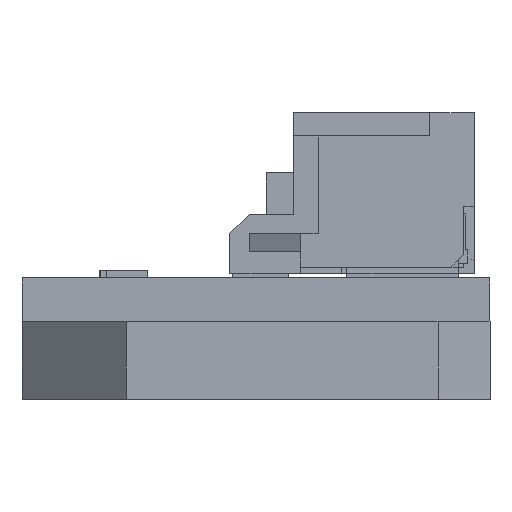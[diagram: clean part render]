
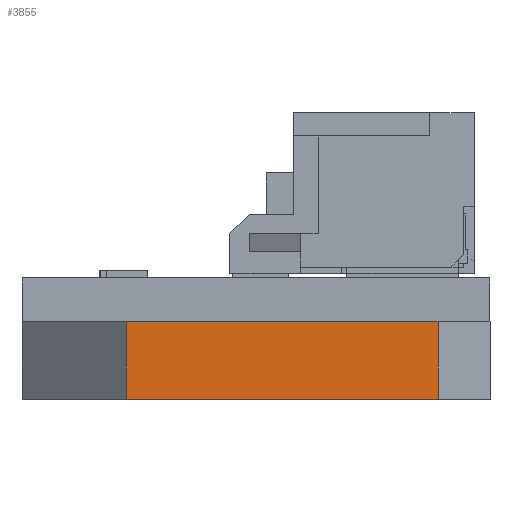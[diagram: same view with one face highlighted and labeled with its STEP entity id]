
A CAD part, left-side view. The second image highlights one B-rep face of the part: STEP entity #3855.
In plain terms, the highlighted planar face has unit normal (-1, 0, 0).
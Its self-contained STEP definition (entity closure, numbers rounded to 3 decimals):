
#32 = PLANE ( 'NONE',  #7987 ) ;
#311 = DIRECTION ( 'NONE',  ( 0., 0., -1. ) ) ;
#865 = VECTOR ( 'NONE', #5859, 1000. ) ;
#1104 = VERTEX_POINT ( 'NONE', #2615 ) ;
#1283 = CARTESIAN_POINT ( 'NONE',  ( -34.5, 0., 0. ) ) ;
#2615 = CARTESIAN_POINT ( 'NONE',  ( -34.5, 0., -2. ) ) ;
#2675 = VECTOR ( 'NONE', #2995, 1000. ) ;
#2995 = DIRECTION ( 'NONE',  ( 0., 0., -1. ) ) ;
#3089 = EDGE_CURVE ( 'NONE', #1104, #18141, #14286, .T. ) ;
#3347 = VERTEX_POINT ( 'NONE', #13328 ) ;
#3855 = ADVANCED_FACE ( 'NONE', ( #11421 ), #32, .F. ) ;
#5050 = ORIENTED_EDGE ( 'NONE', *, *, #5614, .T. ) ;
#5614 = EDGE_CURVE ( 'NONE', #14837, #18141, #20049, .T. ) ;
#5859 = DIRECTION ( 'NONE',  ( 0., 0., 1. ) ) ;
#5873 = EDGE_CURVE ( 'NONE', #1104, #3347, #17978, .T. ) ;
#6052 = CARTESIAN_POINT ( 'NONE',  ( -34.5, 0., -14. ) ) ;
#6510 = LINE ( 'NONE', #8915, #865 ) ;
#7456 = CARTESIAN_POINT ( 'NONE',  ( -34.5, 3., -14. ) ) ;
#7987 = AXIS2_PLACEMENT_3D ( 'NONE', #13238, #18338, #311 ) ;
#8915 = CARTESIAN_POINT ( 'NONE',  ( -34.5, 3., 0. ) ) ;
#9392 = DIRECTION ( 'NONE',  ( 0., -1., 0. ) ) ;
#9738 = CARTESIAN_POINT ( 'NONE',  ( -34.5, 3., -2. ) ) ;
#10192 = EDGE_CURVE ( 'NONE', #14837, #3347, #6510, .T. ) ;
#11421 = FACE_OUTER_BOUND ( 'NONE', #13086, .T. ) ;
#11821 = VECTOR ( 'NONE', #9392, 1000. ) ;
#13086 = EDGE_LOOP ( 'NONE', ( #21166, #16930, #5050, #13873 ) ) ;
#13238 = CARTESIAN_POINT ( 'NONE',  ( -34.5, 3., 0. ) ) ;
#13328 = CARTESIAN_POINT ( 'NONE',  ( -34.5, 3., -2. ) ) ;
#13873 = ORIENTED_EDGE ( 'NONE', *, *, #3089, .F. ) ;
#14115 = VECTOR ( 'NONE', #21332, 1000. ) ;
#14286 = LINE ( 'NONE', #1283, #2675 ) ;
#14837 = VERTEX_POINT ( 'NONE', #7456 ) ;
#16930 = ORIENTED_EDGE ( 'NONE', *, *, #10192, .F. ) ;
#17978 = LINE ( 'NONE', #9738, #14115 ) ;
#18141 = VERTEX_POINT ( 'NONE', #6052 ) ;
#18338 = DIRECTION ( 'NONE',  ( 1., 0., 0. ) ) ;
#20049 = LINE ( 'NONE', #20984, #11821 ) ;
#20984 = CARTESIAN_POINT ( 'NONE',  ( -34.5, 3., -14. ) ) ;
#21166 = ORIENTED_EDGE ( 'NONE', *, *, #5873, .T. ) ;
#21332 = DIRECTION ( 'NONE',  ( 0., 1., 0. ) ) ;
